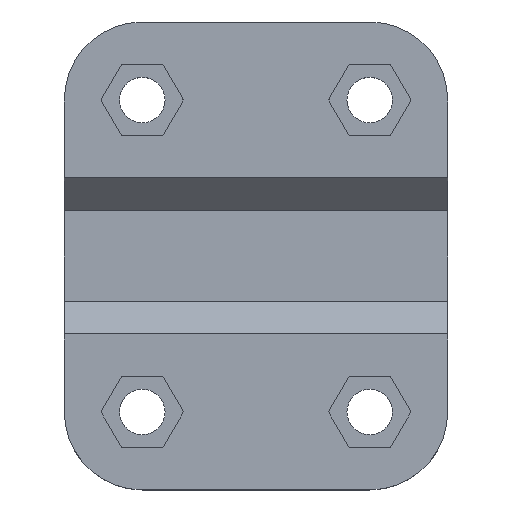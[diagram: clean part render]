
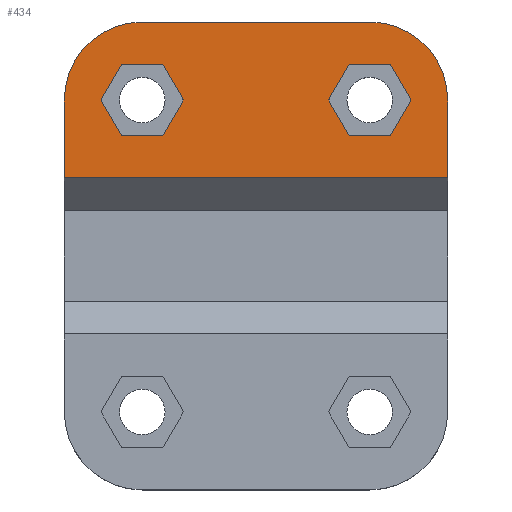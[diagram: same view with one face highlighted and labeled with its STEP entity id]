
A CAD part, top view. The second image highlights one B-rep face of the part: STEP entity #434.
In plain terms, the highlighted planar face has unit normal (0, 0, 1).
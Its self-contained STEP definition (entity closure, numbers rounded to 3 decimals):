
#20 = VECTOR ( 'NONE', #907, 1000. ) ;
#40 = VECTOR ( 'NONE', #1308, 1000. ) ;
#64 = ORIENTED_EDGE ( 'NONE', *, *, #952, .F. ) ;
#74 = EDGE_CURVE ( 'NONE', #647, #1525, #399, .T. ) ;
#81 = CARTESIAN_POINT ( 'NONE',  ( -9.175, 0., 5. ) ) ;
#98 = ORIENTED_EDGE ( 'NONE', *, *, #1514, .T. ) ;
#117 = CARTESIAN_POINT ( 'NONE',  ( -25.088, 2.75, 5. ) ) ;
#127 = ORIENTED_EDGE ( 'NONE', *, *, #1055, .F. ) ;
#149 = CARTESIAN_POINT ( 'NONE',  ( -21.912, -2.75, 5. ) ) ;
#168 = ORIENTED_EDGE ( 'NONE', *, *, #1064, .T. ) ;
#181 = CARTESIAN_POINT ( 'NONE',  ( -29.5, 0., 5. ) ) ;
#187 = ORIENTED_EDGE ( 'NONE', *, *, #1463, .F. ) ;
#212 = CARTESIAN_POINT ( 'NONE',  ( -21.912, -2.75, 5. ) ) ;
#217 = DIRECTION ( 'NONE',  ( 0., 1., 0. ) ) ;
#219 = LINE ( 'NONE', #149, #844 ) ;
#232 = CARTESIAN_POINT ( 'NONE',  ( -6., 6., 5. ) ) ;
#244 = CARTESIAN_POINT ( 'NONE',  ( -20.325, 0., 5. ) ) ;
#249 = CARTESIAN_POINT ( 'NONE',  ( 0., 0., 5. ) ) ;
#257 = CARTESIAN_POINT ( 'NONE',  ( -2.825, 0., 5. ) ) ;
#258 = EDGE_CURVE ( 'NONE', #437, #823, #1414, .T. ) ;
#265 = VECTOR ( 'NONE', #324, 1000. ) ;
#274 = VERTEX_POINT ( 'NONE', #212 ) ;
#287 = FACE_BOUND ( 'NONE', #587, .T. ) ;
#296 = ORIENTED_EDGE ( 'NONE', *, *, #489, .F. ) ;
#314 = DIRECTION ( 'NONE',  ( -1., 0., 0. ) ) ;
#317 = CARTESIAN_POINT ( 'NONE',  ( -4.412, 2.75, 5. ) ) ;
#319 = EDGE_CURVE ( 'NONE', #1342, #437, #735, .T. ) ;
#324 = DIRECTION ( 'NONE',  ( -1., 0., 0. ) ) ;
#325 = VECTOR ( 'NONE', #1165, 1000. ) ;
#346 = LINE ( 'NONE', #1006, #1273 ) ;
#366 = LINE ( 'NONE', #537, #325 ) ;
#389 = CARTESIAN_POINT ( 'NONE',  ( -6., 6., 5. ) ) ;
#394 = LINE ( 'NONE', #876, #40 ) ;
#399 = LINE ( 'NONE', #1403, #714 ) ;
#410 = EDGE_CURVE ( 'NONE', #1504, #1184, #941, .T. ) ;
#434 = ADVANCED_FACE ( 'NONE', ( #663, #287, #897 ), #629, .T. ) ;
#437 = VERTEX_POINT ( 'NONE', #389 ) ;
#457 = CARTESIAN_POINT ( 'NONE',  ( -4.412, 2.75, 5. ) ) ;
#472 = ORIENTED_EDGE ( 'NONE', *, *, #1109, .F. ) ;
#481 = VECTOR ( 'NONE', #782, 1000. ) ;
#489 = EDGE_CURVE ( 'NONE', #624, #274, #795, .T. ) ;
#501 = ORIENTED_EDGE ( 'NONE', *, *, #1147, .T. ) ;
#537 = CARTESIAN_POINT ( 'NONE',  ( -29.5, 0., 5. ) ) ;
#547 = VERTEX_POINT ( 'NONE', #244 ) ;
#558 = EDGE_CURVE ( 'NONE', #833, #1370, #917, .T. ) ;
#563 = CARTESIAN_POINT ( 'NONE',  ( -7.588, 2.75, 5. ) ) ;
#572 = DIRECTION ( 'NONE',  ( -0.5, -0.866, 0. ) ) ;
#581 = ORIENTED_EDGE ( 'NONE', *, *, #1327, .F. ) ;
#587 = EDGE_LOOP ( 'NONE', ( #127, #664, #581, #1100, #472, #1196 ) ) ;
#590 = AXIS2_PLACEMENT_3D ( 'NONE', #1436, #683, #631 ) ;
#593 = CARTESIAN_POINT ( 'NONE',  ( -7.588, 2.75, 5. ) ) ;
#624 = VERTEX_POINT ( 'NONE', #1468 ) ;
#629 = PLANE ( 'NONE',  #590 ) ;
#631 = DIRECTION ( 'NONE',  ( 1., 0., 0. ) ) ;
#635 = VERTEX_POINT ( 'NONE', #257 ) ;
#645 = VERTEX_POINT ( 'NONE', #1559 ) ;
#647 = VERTEX_POINT ( 'NONE', #854 ) ;
#659 = LINE ( 'NONE', #1516, #1543 ) ;
#663 = FACE_OUTER_BOUND ( 'NONE', #1007, .T. ) ;
#664 = ORIENTED_EDGE ( 'NONE', *, *, #410, .F. ) ;
#682 = EDGE_CURVE ( 'NONE', #635, #1413, #1297, .T. ) ;
#683 = DIRECTION ( 'NONE',  ( 0., 0., 1. ) ) ;
#692 = CIRCLE ( 'NONE', #991, 6. ) ;
#714 = VECTOR ( 'NONE', #1556, 1000. ) ;
#723 = CARTESIAN_POINT ( 'NONE',  ( -25.088, -2.75, 5. ) ) ;
#729 = LINE ( 'NONE', #1135, #1051 ) ;
#735 = CIRCLE ( 'NONE', #1312, 6. ) ;
#753 = VECTOR ( 'NONE', #572, 1000. ) ;
#755 = LINE ( 'NONE', #822, #1035 ) ;
#767 = DIRECTION ( 'NONE',  ( -0.5, 0.866, 0. ) ) ;
#771 = DIRECTION ( 'NONE',  ( 0.5, -0.866, 0. ) ) ;
#782 = DIRECTION ( 'NONE',  ( 1., 0., 0. ) ) ;
#795 = LINE ( 'NONE', #723, #481 ) ;
#801 = DIRECTION ( 'NONE',  ( 0.5, 0.866, 0. ) ) ;
#812 = DIRECTION ( 'NONE',  ( 0., 0., 1. ) ) ;
#822 = CARTESIAN_POINT ( 'NONE',  ( -20.325, 0., 5. ) ) ;
#823 = VERTEX_POINT ( 'NONE', #859 ) ;
#828 = DIRECTION ( 'NONE',  ( 1., 0., 0. ) ) ;
#833 = VERTEX_POINT ( 'NONE', #1594 ) ;
#834 = EDGE_CURVE ( 'NONE', #1525, #645, #1105, .T. ) ;
#844 = VECTOR ( 'NONE', #1359, 1000. ) ;
#851 = ORIENTED_EDGE ( 'NONE', *, *, #74, .F. ) ;
#854 = CARTESIAN_POINT ( 'NONE',  ( -21.912, 2.75, 5. ) ) ;
#859 = CARTESIAN_POINT ( 'NONE',  ( -23.5, 6., 5. ) ) ;
#876 = CARTESIAN_POINT ( 'NONE',  ( -26.675, 0., 5. ) ) ;
#897 = FACE_BOUND ( 'NONE', #1112, .T. ) ;
#902 = CARTESIAN_POINT ( 'NONE',  ( -4.412, -2.75, 5. ) ) ;
#907 = DIRECTION ( 'NONE',  ( -0.5, 0.866, 0. ) ) ;
#909 = CARTESIAN_POINT ( 'NONE',  ( -4.412, -2.75, 5. ) ) ;
#917 = LINE ( 'NONE', #1465, #1524 ) ;
#921 = VERTEX_POINT ( 'NONE', #1477 ) ;
#923 = CARTESIAN_POINT ( 'NONE',  ( -2.825, 0., 5. ) ) ;
#928 = CARTESIAN_POINT ( 'NONE',  ( -6., 0., 5. ) ) ;
#936 = VECTOR ( 'NONE', #801, 1000. ) ;
#941 = LINE ( 'NONE', #593, #1549 ) ;
#949 = ORIENTED_EDGE ( 'NONE', *, *, #319, .T. ) ;
#952 = EDGE_CURVE ( 'NONE', #274, #547, #219, .T. ) ;
#970 = DIRECTION ( 'NONE',  ( 1., 0., 0. ) ) ;
#991 = AXIS2_PLACEMENT_3D ( 'NONE', #1555, #1560, #1314 ) ;
#1006 = CARTESIAN_POINT ( 'NONE',  ( 0., -6., 5. ) ) ;
#1007 = EDGE_LOOP ( 'NONE', ( #1334, #501, #98, #949, #1507, #168 ) ) ;
#1030 = CARTESIAN_POINT ( 'NONE',  ( -29.5, -6., 5. ) ) ;
#1035 = VECTOR ( 'NONE', #767, 1000. ) ;
#1051 = VECTOR ( 'NONE', #771, 1000. ) ;
#1055 = EDGE_CURVE ( 'NONE', #1184, #833, #729, .T. ) ;
#1064 = EDGE_CURVE ( 'NONE', #823, #1218, #692, .T. ) ;
#1090 = EDGE_CURVE ( 'NONE', #1218, #1554, #366, .T. ) ;
#1093 = VECTOR ( 'NONE', #314, 1000. ) ;
#1100 = ORIENTED_EDGE ( 'NONE', *, *, #682, .F. ) ;
#1105 = LINE ( 'NONE', #117, #753 ) ;
#1109 = EDGE_CURVE ( 'NONE', #1370, #635, #1247, .T. ) ;
#1112 = EDGE_LOOP ( 'NONE', ( #187, #64, #296, #1250, #1161, #851 ) ) ;
#1135 = CARTESIAN_POINT ( 'NONE',  ( -9.175, 0., 5. ) ) ;
#1147 = EDGE_CURVE ( 'NONE', #1554, #921, #659, .T. ) ;
#1161 = ORIENTED_EDGE ( 'NONE', *, *, #834, .F. ) ;
#1165 = DIRECTION ( 'NONE',  ( 0., -1., 0. ) ) ;
#1184 = VERTEX_POINT ( 'NONE', #81 ) ;
#1196 = ORIENTED_EDGE ( 'NONE', *, *, #558, .F. ) ;
#1218 = VERTEX_POINT ( 'NONE', #181 ) ;
#1230 = LINE ( 'NONE', #317, #265 ) ;
#1247 = LINE ( 'NONE', #902, #936 ) ;
#1250 = ORIENTED_EDGE ( 'NONE', *, *, #1479, .F. ) ;
#1273 = VECTOR ( 'NONE', #217, 1000. ) ;
#1293 = DIRECTION ( 'NONE',  ( 1., 0., 0. ) ) ;
#1297 = LINE ( 'NONE', #923, #20 ) ;
#1308 = DIRECTION ( 'NONE',  ( 0.5, -0.866, 0. ) ) ;
#1312 = AXIS2_PLACEMENT_3D ( 'NONE', #928, #812, #970 ) ;
#1314 = DIRECTION ( 'NONE',  ( 1., 0., 0. ) ) ;
#1327 = EDGE_CURVE ( 'NONE', #1413, #1504, #1230, .T. ) ;
#1334 = ORIENTED_EDGE ( 'NONE', *, *, #1090, .T. ) ;
#1342 = VERTEX_POINT ( 'NONE', #249 ) ;
#1359 = DIRECTION ( 'NONE',  ( 0.5, 0.866, 0. ) ) ;
#1366 = CARTESIAN_POINT ( 'NONE',  ( -25.088, 2.75, 5. ) ) ;
#1370 = VERTEX_POINT ( 'NONE', #909 ) ;
#1403 = CARTESIAN_POINT ( 'NONE',  ( -21.912, 2.75, 5. ) ) ;
#1413 = VERTEX_POINT ( 'NONE', #457 ) ;
#1414 = LINE ( 'NONE', #232, #1093 ) ;
#1436 = CARTESIAN_POINT ( 'NONE',  ( -6., 0., 5. ) ) ;
#1463 = EDGE_CURVE ( 'NONE', #547, #647, #755, .T. ) ;
#1465 = CARTESIAN_POINT ( 'NONE',  ( -7.588, -2.75, 5. ) ) ;
#1468 = CARTESIAN_POINT ( 'NONE',  ( -25.088, -2.75, 5. ) ) ;
#1475 = DIRECTION ( 'NONE',  ( -0.5, -0.866, 0. ) ) ;
#1477 = CARTESIAN_POINT ( 'NONE',  ( 0., -6., 5. ) ) ;
#1479 = EDGE_CURVE ( 'NONE', #645, #624, #394, .T. ) ;
#1504 = VERTEX_POINT ( 'NONE', #563 ) ;
#1507 = ORIENTED_EDGE ( 'NONE', *, *, #258, .T. ) ;
#1514 = EDGE_CURVE ( 'NONE', #921, #1342, #346, .T. ) ;
#1516 = CARTESIAN_POINT ( 'NONE',  ( -29.5, -6., 5. ) ) ;
#1524 = VECTOR ( 'NONE', #828, 1000. ) ;
#1525 = VERTEX_POINT ( 'NONE', #1366 ) ;
#1543 = VECTOR ( 'NONE', #1293, 1000. ) ;
#1549 = VECTOR ( 'NONE', #1475, 1000. ) ;
#1554 = VERTEX_POINT ( 'NONE', #1030 ) ;
#1555 = CARTESIAN_POINT ( 'NONE',  ( -23.5, 0., 5. ) ) ;
#1556 = DIRECTION ( 'NONE',  ( -1., 0., 0. ) ) ;
#1559 = CARTESIAN_POINT ( 'NONE',  ( -26.675, 0., 5. ) ) ;
#1560 = DIRECTION ( 'NONE',  ( 0., 0., 1. ) ) ;
#1594 = CARTESIAN_POINT ( 'NONE',  ( -7.588, -2.75, 5. ) ) ;
